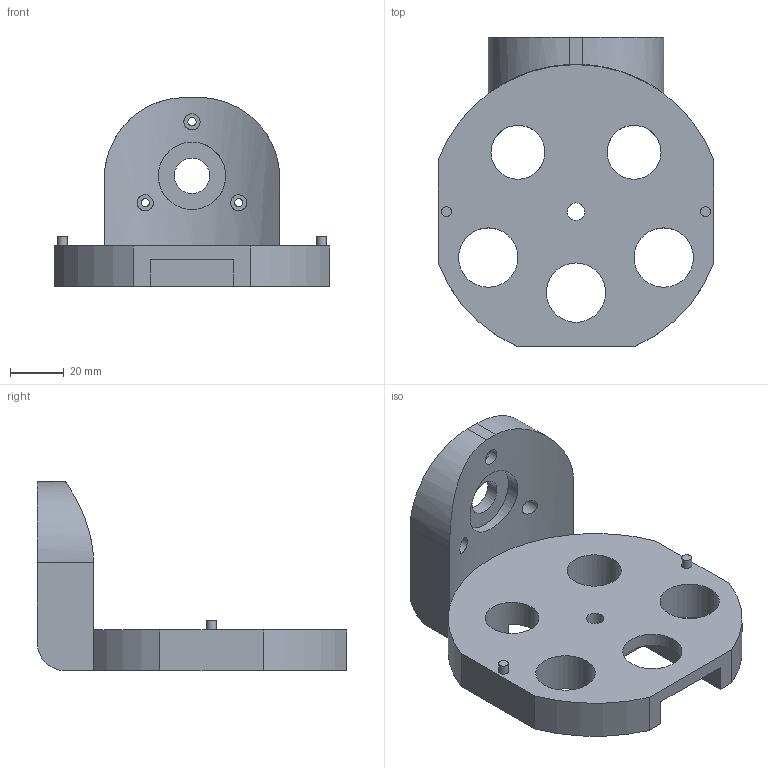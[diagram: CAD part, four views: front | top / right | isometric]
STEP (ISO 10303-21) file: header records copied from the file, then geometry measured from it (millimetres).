
FILE_DESCRIPTION(('FreeCAD Model'),'2;1');
FILE_NAME( 'center_adapter.step' ,'2024-09-13T03:16:09',('Author'),(''), 'Open CASCADE STEP processor 7.3','FreeCAD','Unknown');
FILE_SCHEMA(('AUTOMOTIVE_DESIGN { 1 0 10303 214 1 1 1 1 }'));
Length unit declared in the file: millimetre
Products named in the file (1): base_rs16_001
Bounding box: 102 x 114.5 x 70 mm (x, y, z)
Volume: 142998.8 mm3; surface area: 36634.1 mm2
Topology: 1 solids, 1 shells, 64 faces, 148 edges, 97 vertices
Faces by surface type: plane 34, cylinder 30
Full cylindrical faces by diameter (mm): 2.95 x5, 3.05 x3, 3.65 x2, 6 x3, 6.5 x1, 13.1 x1, 20 x2, 22 x3, 23 x1, 25 x1
Entity records: 5116 total; most frequent: CARTESIAN_POINT 1980, DIRECTION 603, LINE 304, VECTOR 304, ORIENTED_EDGE 296, PCURVE 296, DEFINITIONAL_REPRESENTATION 296, EDGE_CURVE 148
